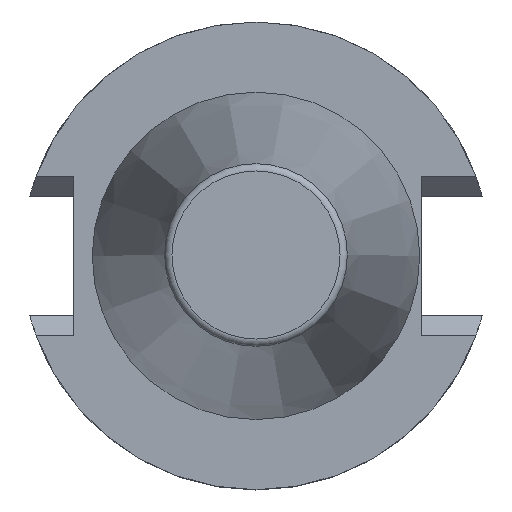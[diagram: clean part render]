
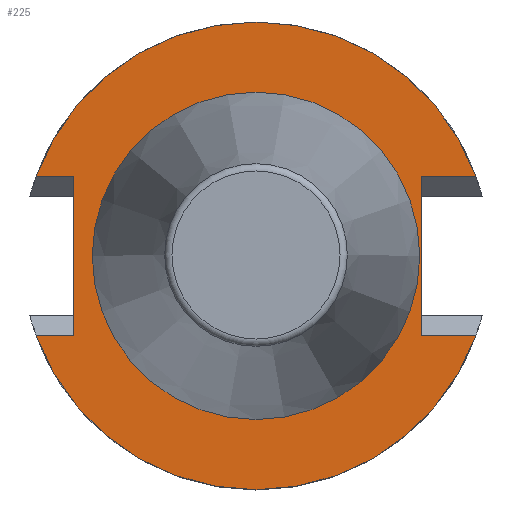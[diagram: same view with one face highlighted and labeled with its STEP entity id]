
A CAD part, top view. The second image highlights one B-rep face of the part: STEP entity #225.
In plain terms, the highlighted planar face has unit normal (0, 0, 1).
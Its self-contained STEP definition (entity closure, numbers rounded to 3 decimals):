
#50=PLANE('',#815);
#107=LINE('',#1235,#152);
#110=LINE('',#1240,#155);
#112=LINE('',#1244,#157);
#113=LINE('',#1246,#158);
#124=LINE('',#1267,#169);
#125=LINE('',#1269,#170);
#152=VECTOR('',#968,1.);
#155=VECTOR('',#973,1.);
#157=VECTOR('',#977,1.);
#158=VECTOR('',#980,1.);
#169=VECTOR('',#999,1.);
#170=VECTOR('',#1002,1.);
#225=ADVANCED_FACE('CU_FL_SU_5',(#261,#262),#50,.F.);
#261=FACE_BOUND('',#320,.T.);
#262=FACE_BOUND('',#321,.T.);
#320=EDGE_LOOP('',(#497));
#321=EDGE_LOOP('',(#498,#499,#500,#501,#502,#503,#504,#505));
#497=ORIENTED_EDGE('',*,*,#680,.F.);
#498=ORIENTED_EDGE('',*,*,#678,.T.);
#499=ORIENTED_EDGE('',*,*,#679,.T.);
#500=ORIENTED_EDGE('',*,*,#667,.T.);
#501=ORIENTED_EDGE('',*,*,#608,.F.);
#502=ORIENTED_EDGE('',*,*,#666,.F.);
#503=ORIENTED_EDGE('',*,*,#664,.F.);
#504=ORIENTED_EDGE('',*,*,#661,.F.);
#505=ORIENTED_EDGE('',*,*,#658,.F.);
#540=VERTEX_POINT('',#1090);
#542=VERTEX_POINT('',#1093);
#578=VERTEX_POINT('',#1229);
#579=VERTEX_POINT('',#1231);
#580=VERTEX_POINT('',#1236);
#581=VERTEX_POINT('',#1241);
#582=VERTEX_POINT('',#1247);
#587=VERTEX_POINT('',#1266);
#588=VERTEX_POINT('',#1272);
#608=EDGE_CURVE('',#540,#542,#698,.T.);
#658=EDGE_CURVE('',#578,#579,#713,.T.);
#661=EDGE_CURVE('',#579,#580,#107,.T.);
#664=EDGE_CURVE('',#580,#581,#110,.T.);
#666=EDGE_CURVE('',#581,#540,#112,.T.);
#667=EDGE_CURVE('',#582,#542,#113,.T.);
#678=EDGE_CURVE('',#578,#587,#124,.T.);
#679=EDGE_CURVE('',#587,#582,#125,.T.);
#680=EDGE_CURVE('',#588,#588,#714,.T.);
#698=CIRCLE('',#770,31.75);
#713=CIRCLE('',#802,31.75);
#714=CIRCLE('',#814,21.925);
#770=AXIS2_PLACEMENT_3D('',#1092,#872,#873);
#802=AXIS2_PLACEMENT_3D('',#1230,#961,#962);
#814=AXIS2_PLACEMENT_3D('',#1271,#1005,#1006);
#815=AXIS2_PLACEMENT_3D('',#1273,#1007,#1008);
#872=DIRECTION('',(0.,0.,-1.));
#873=DIRECTION('',(-1.,0.,0.));
#961=DIRECTION('',(0.,0.,-1.));
#962=DIRECTION('',(-1.,0.,0.));
#968=DIRECTION('',(1.,0.,0.));
#973=DIRECTION('',(0.,1.,0.));
#977=DIRECTION('',(-1.,0.,0.));
#980=DIRECTION('',(1.,0.,0.));
#999=DIRECTION('',(-1.,0.,0.));
#1002=DIRECTION('',(0.,1.,0.));
#1005=DIRECTION('',(0.,0.,1.));
#1006=DIRECTION('',(-1.,0.,0.));
#1007=DIRECTION('',(0.,0.,-1.));
#1008=DIRECTION('',(-1.,0.,0.));
#1090=CARTESIAN_POINT('',(-29.859,10.795,-1.));
#1092=CARTESIAN_POINT('',(0.,0.,-1.));
#1093=CARTESIAN_POINT('',(29.859,10.795,-1.));
#1229=CARTESIAN_POINT('',(29.859,-10.795,-1.));
#1230=CARTESIAN_POINT('',(0.,0.,-1.));
#1231=CARTESIAN_POINT('',(-29.859,-10.795,-1.));
#1235=CARTESIAN_POINT('',(0.,-10.795,-1.));
#1236=CARTESIAN_POINT('',(-24.82,-10.795,-1.));
#1240=CARTESIAN_POINT('',(-24.82,21.925,-1.));
#1241=CARTESIAN_POINT('',(-24.82,10.795,-1.));
#1244=CARTESIAN_POINT('',(0.,10.795,-1.));
#1246=CARTESIAN_POINT('',(0.,10.795,-1.));
#1247=CARTESIAN_POINT('',(22.42,10.795,-1.));
#1266=CARTESIAN_POINT('',(22.42,-10.795,-1.));
#1267=CARTESIAN_POINT('',(0.,-10.795,-1.));
#1269=CARTESIAN_POINT('',(22.42,21.925,-1.));
#1271=CARTESIAN_POINT('',(0.,0.,-1.));
#1272=CARTESIAN_POINT('',(-21.925,0.,-1.));
#1273=CARTESIAN_POINT('',(0.,21.925,-1.));
